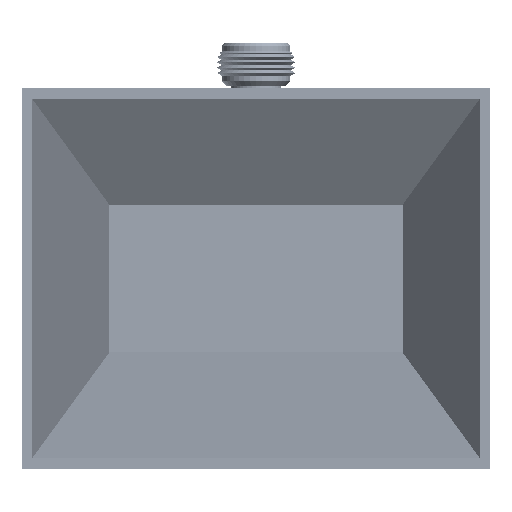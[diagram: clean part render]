
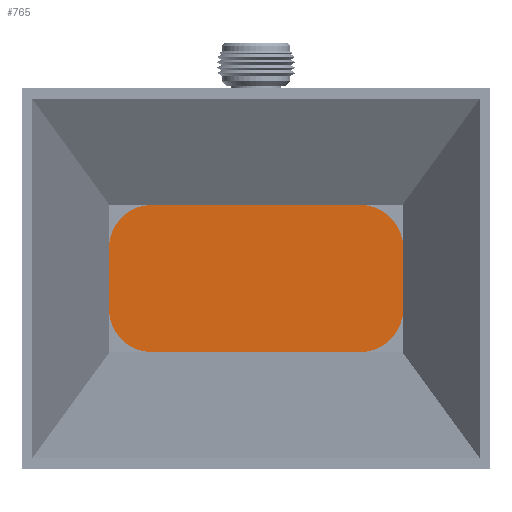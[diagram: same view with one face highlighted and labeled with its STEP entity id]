
A CAD part, front view. The second image highlights one B-rep face of the part: STEP entity #765.
In plain terms, the highlighted face is planar.
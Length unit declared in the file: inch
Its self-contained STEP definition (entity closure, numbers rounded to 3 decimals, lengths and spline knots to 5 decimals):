
#42 = ORIENTED_EDGE ( 'NONE', *, *, #44, .T. ) ;
#44 = EDGE_CURVE ( 'NONE', #13335, #5616, #7351, .T. ) ;
#177 = LINE ( 'NONE', #10580, #6539 ) ;
#765 = ADVANCED_FACE ( 'N', ( #11892 ), #1590, .T. ) ;
#842 = VERTEX_POINT ( 'NONE', #8547 ) ;
#1030 = VERTEX_POINT ( 'NONE', #10688 ) ;
#1508 = ORIENTED_EDGE ( 'NONE', *, *, #14199, .T. ) ;
#1590 = PLANE ( 'NONE',  #8741 ) ;
#1996 = EDGE_CURVE ( 'NONE', #842, #8283, #177, .T. ) ;
#2319 = CARTESIAN_POINT ( 'NONE',  ( -0.81035, -0.5725, -1.77165 ) ) ;
#2826 = CARTESIAN_POINT ( 'NONE',  ( -0.81035, 0.23785, -1.77165 ) ) ;
#2879 = LINE ( 'NONE', #9453, #11682 ) ;
#2884 = ORIENTED_EDGE ( 'NONE', *, *, #9846, .T. ) ;
#3049 = DIRECTION ( 'NONE',  ( 1., 0., 0. ) ) ;
#3291 = AXIS2_PLACEMENT_3D ( 'NONE', #9635, #7612, #3049 ) ;
#3355 = ORIENTED_EDGE ( 'NONE', *, *, #14373, .T. ) ;
#3425 = DIRECTION ( 'NONE',  ( 1., 0., 0. ) ) ;
#3664 = CARTESIAN_POINT ( 'NONE',  ( -0.81035, 0.23785, -1.77165 ) ) ;
#3950 = LINE ( 'NONE', #7252, #4654 ) ;
#3976 = CARTESIAN_POINT ( 'NONE',  ( 0.81035, -0.23785, -1.77165 ) ) ;
#4050 = CARTESIAN_POINT ( 'NONE',  ( 1.145, -0.23785, -1.77165 ) ) ;
#4465 = CARTESIAN_POINT ( 'NONE',  ( 0.81035, -0.5725, -1.77165 ) ) ;
#4571 = ORIENTED_EDGE ( 'NONE', *, *, #7366, .T. ) ;
#4654 = VECTOR ( 'NONE', #11793, 39.37008 ) ;
#5536 = CARTESIAN_POINT ( 'NONE',  ( -1.145, -0.23785, -1.77165 ) ) ;
#5616 = VERTEX_POINT ( 'NONE', #4050 ) ;
#5682 = LINE ( 'NONE', #2319, #10037 ) ;
#5772 = VERTEX_POINT ( 'NONE', #5536 ) ;
#5942 = DIRECTION ( 'NONE',  ( 1., 0., 0. ) ) ;
#6116 = DIRECTION ( 'NONE',  ( 1., 0., 0. ) ) ;
#6539 = VECTOR ( 'NONE', #5942, 39.37008 ) ;
#6952 = CARTESIAN_POINT ( 'NONE',  ( -0.81035, -0.5725, -1.77165 ) ) ;
#7061 = VERTEX_POINT ( 'NONE', #6952 ) ;
#7118 = DIRECTION ( 'NONE',  ( 0., 0., 1. ) ) ;
#7126 = DIRECTION ( 'NONE',  ( 1., 0., 0. ) ) ;
#7252 = CARTESIAN_POINT ( 'NONE',  ( 1.145, 0.23785, -1.77165 ) ) ;
#7351 = CIRCLE ( 'NONE', #8800, 0.33465 ) ;
#7366 = EDGE_CURVE ( 'NONE', #11101, #8283, #8562, .T. ) ;
#7612 = DIRECTION ( 'NONE',  ( 0., 0., 1. ) ) ;
#7953 = EDGE_LOOP ( 'NONE', ( #4571, #10104, #13493, #1508, #2884, #3355, #42, #12349 ) ) ;
#8252 = DIRECTION ( 'NONE',  ( 0., 0., 1. ) ) ;
#8283 = VERTEX_POINT ( 'NONE', #8344 ) ;
#8320 = DIRECTION ( 'NONE',  ( 1., 0., 0. ) ) ;
#8344 = CARTESIAN_POINT ( 'NONE',  ( 0.81035, 0.5725, -1.77165 ) ) ;
#8547 = CARTESIAN_POINT ( 'NONE',  ( -0.81035, 0.5725, -1.77165 ) ) ;
#8553 = DIRECTION ( 'NONE',  ( 0., 0., 1. ) ) ;
#8562 = CIRCLE ( 'NONE', #3291, 0.33465 ) ;
#8725 = EDGE_CURVE ( 'NONE', #11101, #5616, #3950, .T. ) ;
#8741 = AXIS2_PLACEMENT_3D ( 'NONE', #3664, #8252, #7126 ) ;
#8800 = AXIS2_PLACEMENT_3D ( 'NONE', #3976, #8553, #13084 ) ;
#8936 = CIRCLE ( 'NONE', #9896, 0.33465 ) ;
#9453 = CARTESIAN_POINT ( 'NONE',  ( -1.145, 0.23785, -1.77165 ) ) ;
#9608 = DIRECTION ( 'NONE',  ( 0., -1., 0. ) ) ;
#9635 = CARTESIAN_POINT ( 'NONE',  ( 0.81035, 0.23785, -1.77165 ) ) ;
#9846 = EDGE_CURVE ( 'NONE', #5772, #7061, #8936, .T. ) ;
#9896 = AXIS2_PLACEMENT_3D ( 'NONE', #13967, #7118, #8320 ) ;
#10037 = VECTOR ( 'NONE', #3425, 39.37008 ) ;
#10104 = ORIENTED_EDGE ( 'NONE', *, *, #1996, .F. ) ;
#10580 = CARTESIAN_POINT ( 'NONE',  ( -0.81035, 0.5725, -1.77165 ) ) ;
#10688 = CARTESIAN_POINT ( 'NONE',  ( -1.145, 0.23785, -1.77165 ) ) ;
#11101 = VERTEX_POINT ( 'NONE', #13224 ) ;
#11607 = AXIS2_PLACEMENT_3D ( 'NONE', #2826, #11863, #6116 ) ;
#11682 = VECTOR ( 'NONE', #9608, 39.37008 ) ;
#11793 = DIRECTION ( 'NONE',  ( 0., -1., 0. ) ) ;
#11813 = EDGE_CURVE ( 'NONE', #842, #1030, #14462, .T. ) ;
#11863 = DIRECTION ( 'NONE',  ( 0., 0., 1. ) ) ;
#11892 = FACE_OUTER_BOUND ( 'NONE', #7953, .T. ) ;
#12349 = ORIENTED_EDGE ( 'NONE', *, *, #8725, .F. ) ;
#13084 = DIRECTION ( 'NONE',  ( 1., 0., 0. ) ) ;
#13224 = CARTESIAN_POINT ( 'NONE',  ( 1.145, 0.23785, -1.77165 ) ) ;
#13335 = VERTEX_POINT ( 'NONE', #4465 ) ;
#13493 = ORIENTED_EDGE ( 'NONE', *, *, #11813, .T. ) ;
#13967 = CARTESIAN_POINT ( 'NONE',  ( -0.81035, -0.23785, -1.77165 ) ) ;
#14199 = EDGE_CURVE ( 'NONE', #1030, #5772, #2879, .T. ) ;
#14373 = EDGE_CURVE ( 'NONE', #7061, #13335, #5682, .T. ) ;
#14462 = CIRCLE ( 'NONE', #11607, 0.33465 ) ;
